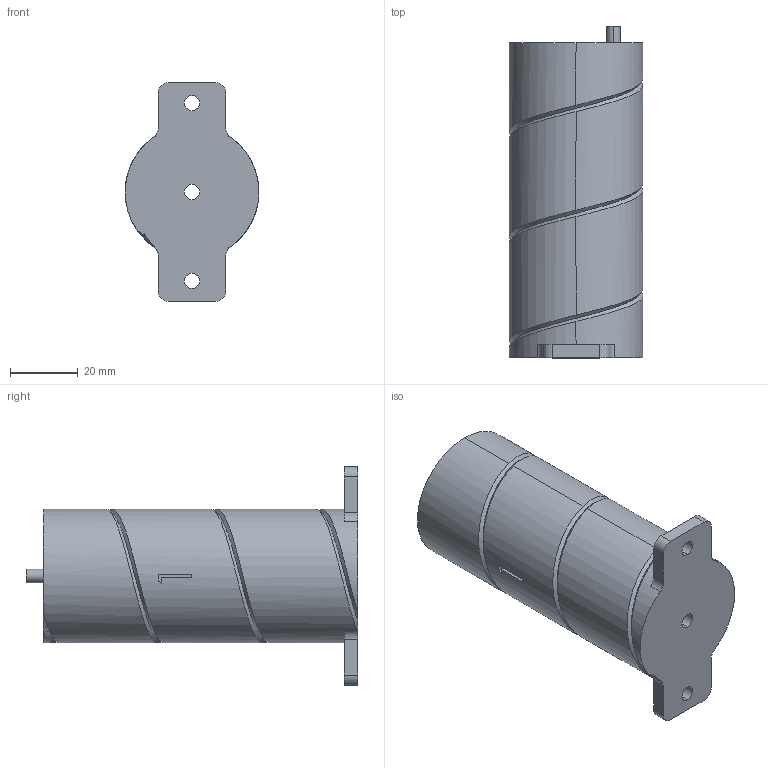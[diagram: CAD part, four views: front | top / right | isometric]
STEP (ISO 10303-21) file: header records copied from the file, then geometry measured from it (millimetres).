
FILE_DESCRIPTION (( 'STEP AP203' ), '1' );
FILE_NAME ('HelicalAntennaSegment1.STEP', '2019-07-24T19:51:16', ( '' ), ( '' ), 'SwSTEP 2.0', 'SolidWorks 2018', '' );
FILE_SCHEMA (( 'CONFIG_CONTROL_DESIGN' ));
Length unit declared in the file: millimetre
Products named in the file (1): HelicalAntennaSegment1
Bounding box: 39.5 x 98 x 64.5 mm (x, y, z)
Volume: 114191.9 mm3; surface area: 16989.9 mm2
Topology: 1 solids, 1 shells, 45 faces, 123 edges, 82 vertices
Faces by surface type: cylinder 25, plane 18, bspline 2
Entity records: 4629 total; most frequent: CARTESIAN_POINT 3424, ORIENTED_EDGE 246, DIRECTION 224, EDGE_CURVE 123, AXIS2_PLACEMENT_3D 83, VERTEX_POINT 82, VECTOR 58, LINE 58
